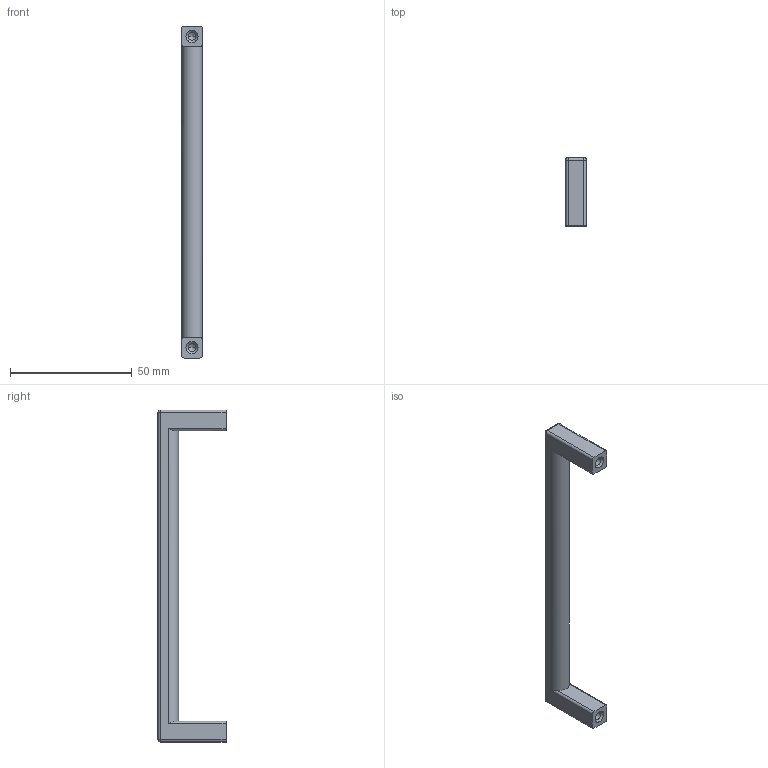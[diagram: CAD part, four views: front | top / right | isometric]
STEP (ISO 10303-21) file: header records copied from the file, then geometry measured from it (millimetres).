
FILE_DESCRIPTION(('Creo Elements/Direct Modeling STEP Export'),'2;1');
FILE_NAME('2108-136.stp','2023-09-14T11:48:51',(''),(''),'Creo Elements/Direct Modeling STEP processor for AP214 (Solid Model)','Creo Elements/Direct Modeling 20.0 12-Nov-2016 (C) Parametric Technology GmbH','');
FILE_SCHEMA(('AUTOMOTIVE_DESIGN { 1 0 10303 214 1 1 1 1 }'));
Length unit declared in the file: millimetre
Products named in the file (2): 2108-136; 2108-136.stp
Assembly tree (1 placements, depth 2):
  2108-136.stp
    2108-136
Bounding box: 8.5 x 28 x 136.5 mm (x, y, z)
Volume: 11413.4 mm3; surface area: 5741.1 mm2
Topology: 1 solids, 1 shells, 44 faces, 104 edges, 58 vertices
Faces by surface type: cylinder 21, plane 11, cone 8, sphere 4
Entity records: 1445 total; most frequent: CARTESIAN_POINT 418, DIRECTION 206, ORIENTED_EDGE 192, EDGE_CURVE 96, AXIS2_PLACEMENT_3D 78, VERTEX_POINT 58, VECTOR 50, LINE 50
